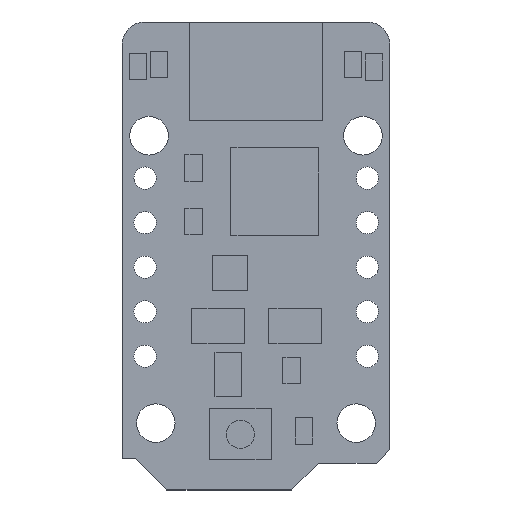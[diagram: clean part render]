
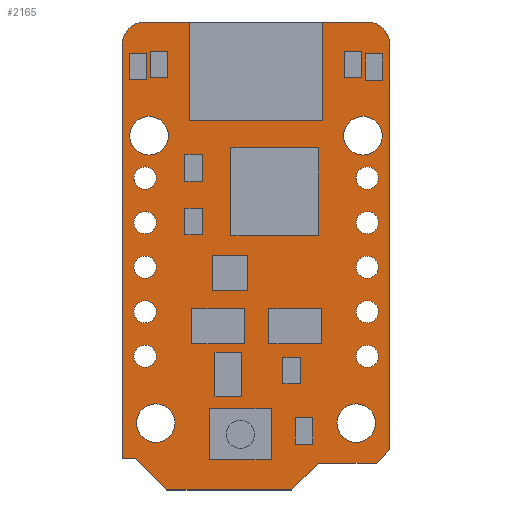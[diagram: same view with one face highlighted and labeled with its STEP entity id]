
A CAD part, top view. The second image highlights one B-rep face of the part: STEP entity #2165.
In plain terms, the highlighted planar face has unit normal (0, 0, 1).
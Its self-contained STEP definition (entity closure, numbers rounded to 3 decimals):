
#48=FACE_BOUND('',#355,.T.);
#49=FACE_BOUND('',#356,.T.);
#50=FACE_BOUND('',#357,.T.);
#51=FACE_BOUND('',#358,.T.);
#52=FACE_BOUND('',#359,.T.);
#53=FACE_BOUND('',#360,.T.);
#54=FACE_BOUND('',#361,.T.);
#55=FACE_BOUND('',#362,.T.);
#56=FACE_BOUND('',#363,.T.);
#57=FACE_BOUND('',#364,.T.);
#58=FACE_BOUND('',#365,.T.);
#59=FACE_BOUND('',#366,.T.);
#60=FACE_BOUND('',#367,.T.);
#61=FACE_BOUND('',#368,.T.);
#91=PLANE('',#2358);
#222=FACE_OUTER_BOUND('',#354,.T.);
#354=EDGE_LOOP('',(#1647,#1648,#1649,#1650,#1651,#1652,#1653,#1654,#1655,
#1656,#1657,#1658,#1659,#1660,#1661));
#355=EDGE_LOOP('',(#1662));
#356=EDGE_LOOP('',(#1663));
#357=EDGE_LOOP('',(#1664));
#358=EDGE_LOOP('',(#1665));
#359=EDGE_LOOP('',(#1666));
#360=EDGE_LOOP('',(#1667));
#361=EDGE_LOOP('',(#1668));
#362=EDGE_LOOP('',(#1669));
#363=EDGE_LOOP('',(#1670));
#364=EDGE_LOOP('',(#1671));
#365=EDGE_LOOP('',(#1672));
#366=EDGE_LOOP('',(#1673));
#367=EDGE_LOOP('',(#1674));
#368=EDGE_LOOP('',(#1675));
#503=LINE('',#3149,#763);
#506=LINE('',#3155,#766);
#509=LINE('',#3161,#769);
#512=LINE('',#3167,#772);
#515=LINE('',#3173,#775);
#518=LINE('',#3179,#778);
#521=LINE('',#3185,#781);
#524=LINE('',#3191,#784);
#528=LINE('',#3203,#788);
#531=LINE('',#3209,#791);
#534=LINE('',#3215,#794);
#537=LINE('',#3221,#797);
#540=LINE('',#3227,#800);
#763=VECTOR('',#2567,10.);
#766=VECTOR('',#2572,10.);
#769=VECTOR('',#2577,10.);
#772=VECTOR('',#2582,10.);
#775=VECTOR('',#2587,10.);
#778=VECTOR('',#2592,10.);
#781=VECTOR('',#2597,10.);
#784=VECTOR('',#2602,10.);
#788=VECTOR('',#2614,10.);
#791=VECTOR('',#2619,10.);
#794=VECTOR('',#2624,10.);
#797=VECTOR('',#2629,10.);
#800=VECTOR('',#2634,10.);
#1007=CIRCLE('',#2298,0.635);
#1009=CIRCLE('',#2301,0.635);
#1011=CIRCLE('',#2304,0.635);
#1013=CIRCLE('',#2307,1.1);
#1015=CIRCLE('',#2310,0.635);
#1017=CIRCLE('',#2313,1.1);
#1019=CIRCLE('',#2316,0.635);
#1021=CIRCLE('',#2319,0.635);
#1023=CIRCLE('',#2322,1.1);
#1025=CIRCLE('',#2325,0.635);
#1027=CIRCLE('',#2328,0.635);
#1029=CIRCLE('',#2331,1.1);
#1031=CIRCLE('',#2334,0.635);
#1033=CIRCLE('',#2337,0.635);
#1036=CIRCLE('',#2349,1.27);
#1038=CIRCLE('',#2357,1.27);
#1041=VERTEX_POINT('',#3059);
#1043=VERTEX_POINT('',#3065);
#1045=VERTEX_POINT('',#3071);
#1047=VERTEX_POINT('',#3077);
#1049=VERTEX_POINT('',#3083);
#1051=VERTEX_POINT('',#3089);
#1053=VERTEX_POINT('',#3095);
#1055=VERTEX_POINT('',#3101);
#1057=VERTEX_POINT('',#3107);
#1059=VERTEX_POINT('',#3113);
#1061=VERTEX_POINT('',#3119);
#1063=VERTEX_POINT('',#3125);
#1065=VERTEX_POINT('',#3131);
#1067=VERTEX_POINT('',#3137);
#1071=VERTEX_POINT('',#3146);
#1072=VERTEX_POINT('',#3148);
#1074=VERTEX_POINT('',#3154);
#1076=VERTEX_POINT('',#3160);
#1078=VERTEX_POINT('',#3166);
#1080=VERTEX_POINT('',#3172);
#1082=VERTEX_POINT('',#3178);
#1084=VERTEX_POINT('',#3184);
#1086=VERTEX_POINT('',#3190);
#1088=VERTEX_POINT('',#3196);
#1090=VERTEX_POINT('',#3202);
#1092=VERTEX_POINT('',#3208);
#1094=VERTEX_POINT('',#3214);
#1096=VERTEX_POINT('',#3220);
#1098=VERTEX_POINT('',#3226);
#1237=EDGE_CURVE('',#1041,#1041,#1007,.T.);
#1240=EDGE_CURVE('',#1043,#1043,#1009,.T.);
#1243=EDGE_CURVE('',#1045,#1045,#1011,.T.);
#1246=EDGE_CURVE('',#1047,#1047,#1013,.T.);
#1249=EDGE_CURVE('',#1049,#1049,#1015,.T.);
#1252=EDGE_CURVE('',#1051,#1051,#1017,.T.);
#1255=EDGE_CURVE('',#1053,#1053,#1019,.T.);
#1258=EDGE_CURVE('',#1055,#1055,#1021,.T.);
#1261=EDGE_CURVE('',#1057,#1057,#1023,.T.);
#1264=EDGE_CURVE('',#1059,#1059,#1025,.T.);
#1267=EDGE_CURVE('',#1061,#1061,#1027,.T.);
#1270=EDGE_CURVE('',#1063,#1063,#1029,.T.);
#1273=EDGE_CURVE('',#1065,#1065,#1031,.T.);
#1276=EDGE_CURVE('',#1067,#1067,#1033,.T.);
#1281=EDGE_CURVE('',#1072,#1071,#503,.T.);
#1284=EDGE_CURVE('',#1074,#1072,#506,.T.);
#1287=EDGE_CURVE('',#1076,#1074,#509,.T.);
#1290=EDGE_CURVE('',#1078,#1076,#512,.T.);
#1293=EDGE_CURVE('',#1080,#1078,#515,.T.);
#1296=EDGE_CURVE('',#1082,#1080,#518,.T.);
#1299=EDGE_CURVE('',#1084,#1082,#521,.T.);
#1302=EDGE_CURVE('',#1086,#1084,#524,.T.);
#1305=EDGE_CURVE('',#1088,#1086,#1036,.T.);
#1308=EDGE_CURVE('',#1090,#1088,#528,.T.);
#1311=EDGE_CURVE('',#1092,#1090,#531,.T.);
#1314=EDGE_CURVE('',#1094,#1092,#534,.T.);
#1317=EDGE_CURVE('',#1096,#1094,#537,.T.);
#1320=EDGE_CURVE('',#1098,#1096,#540,.T.);
#1323=EDGE_CURVE('',#1071,#1098,#1038,.T.);
#1647=ORIENTED_EDGE('',*,*,#1323,.T.);
#1648=ORIENTED_EDGE('',*,*,#1320,.T.);
#1649=ORIENTED_EDGE('',*,*,#1317,.T.);
#1650=ORIENTED_EDGE('',*,*,#1314,.T.);
#1651=ORIENTED_EDGE('',*,*,#1311,.T.);
#1652=ORIENTED_EDGE('',*,*,#1308,.T.);
#1653=ORIENTED_EDGE('',*,*,#1305,.T.);
#1654=ORIENTED_EDGE('',*,*,#1302,.T.);
#1655=ORIENTED_EDGE('',*,*,#1299,.T.);
#1656=ORIENTED_EDGE('',*,*,#1296,.T.);
#1657=ORIENTED_EDGE('',*,*,#1293,.T.);
#1658=ORIENTED_EDGE('',*,*,#1290,.T.);
#1659=ORIENTED_EDGE('',*,*,#1287,.T.);
#1660=ORIENTED_EDGE('',*,*,#1284,.T.);
#1661=ORIENTED_EDGE('',*,*,#1281,.T.);
#1662=ORIENTED_EDGE('',*,*,#1276,.T.);
#1663=ORIENTED_EDGE('',*,*,#1273,.T.);
#1664=ORIENTED_EDGE('',*,*,#1270,.T.);
#1665=ORIENTED_EDGE('',*,*,#1267,.T.);
#1666=ORIENTED_EDGE('',*,*,#1264,.T.);
#1667=ORIENTED_EDGE('',*,*,#1261,.T.);
#1668=ORIENTED_EDGE('',*,*,#1258,.T.);
#1669=ORIENTED_EDGE('',*,*,#1255,.T.);
#1670=ORIENTED_EDGE('',*,*,#1252,.T.);
#1671=ORIENTED_EDGE('',*,*,#1249,.T.);
#1672=ORIENTED_EDGE('',*,*,#1246,.T.);
#1673=ORIENTED_EDGE('',*,*,#1243,.T.);
#1674=ORIENTED_EDGE('',*,*,#1240,.T.);
#1675=ORIENTED_EDGE('',*,*,#1237,.T.);
#2165=ADVANCED_FACE('',(#222,#48,#49,#50,#51,#52,#53,#54,#55,#56,#57,#58,
#59,#60,#61),#91,.T.);
#2298=AXIS2_PLACEMENT_3D('',#3060,#2467,#2468);
#2301=AXIS2_PLACEMENT_3D('',#3066,#2474,#2475);
#2304=AXIS2_PLACEMENT_3D('',#3072,#2481,#2482);
#2307=AXIS2_PLACEMENT_3D('',#3078,#2488,#2489);
#2310=AXIS2_PLACEMENT_3D('',#3084,#2495,#2496);
#2313=AXIS2_PLACEMENT_3D('',#3090,#2502,#2503);
#2316=AXIS2_PLACEMENT_3D('',#3096,#2509,#2510);
#2319=AXIS2_PLACEMENT_3D('',#3102,#2516,#2517);
#2322=AXIS2_PLACEMENT_3D('',#3108,#2523,#2524);
#2325=AXIS2_PLACEMENT_3D('',#3114,#2530,#2531);
#2328=AXIS2_PLACEMENT_3D('',#3120,#2537,#2538);
#2331=AXIS2_PLACEMENT_3D('',#3126,#2544,#2545);
#2334=AXIS2_PLACEMENT_3D('',#3132,#2551,#2552);
#2337=AXIS2_PLACEMENT_3D('',#3138,#2558,#2559);
#2349=AXIS2_PLACEMENT_3D('',#3197,#2608,#2609);
#2357=AXIS2_PLACEMENT_3D('',#3231,#2640,#2641);
#2358=AXIS2_PLACEMENT_3D('',#3232,#2642,#2643);
#2467=DIRECTION('center_axis',(0.,0.,-1.));
#2468=DIRECTION('ref_axis',(1.,0.,0.));
#2474=DIRECTION('center_axis',(0.,0.,-1.));
#2475=DIRECTION('ref_axis',(1.,0.,0.));
#2481=DIRECTION('center_axis',(0.,0.,-1.));
#2482=DIRECTION('ref_axis',(1.,0.,0.));
#2488=DIRECTION('center_axis',(0.,0.,-1.));
#2489=DIRECTION('ref_axis',(1.,0.,0.));
#2495=DIRECTION('center_axis',(0.,0.,-1.));
#2496=DIRECTION('ref_axis',(1.,0.,0.));
#2502=DIRECTION('center_axis',(0.,0.,-1.));
#2503=DIRECTION('ref_axis',(1.,0.,0.));
#2509=DIRECTION('center_axis',(0.,0.,-1.));
#2510=DIRECTION('ref_axis',(1.,0.,0.));
#2516=DIRECTION('center_axis',(0.,0.,-1.));
#2517=DIRECTION('ref_axis',(1.,0.,0.));
#2523=DIRECTION('center_axis',(0.,0.,-1.));
#2524=DIRECTION('ref_axis',(1.,0.,0.));
#2530=DIRECTION('center_axis',(0.,0.,-1.));
#2531=DIRECTION('ref_axis',(1.,0.,0.));
#2537=DIRECTION('center_axis',(0.,0.,-1.));
#2538=DIRECTION('ref_axis',(1.,0.,0.));
#2544=DIRECTION('center_axis',(0.,0.,-1.));
#2545=DIRECTION('ref_axis',(1.,0.,0.));
#2551=DIRECTION('center_axis',(0.,0.,-1.));
#2552=DIRECTION('ref_axis',(1.,0.,0.));
#2558=DIRECTION('center_axis',(0.,0.,-1.));
#2559=DIRECTION('ref_axis',(1.,0.,0.));
#2567=DIRECTION('',(0.,1.,0.));
#2572=DIRECTION('',(0.707,0.707,0.));
#2577=DIRECTION('',(1.,0.,0.));
#2582=DIRECTION('',(0.707,0.707,0.));
#2587=DIRECTION('',(1.,0.,0.));
#2592=DIRECTION('',(0.707,-0.707,0.));
#2597=DIRECTION('',(1.,0.,0.));
#2602=DIRECTION('',(0.,-1.,0.));
#2608=DIRECTION('center_axis',(0.,0.,1.));
#2609=DIRECTION('ref_axis',(0.,1.,0.));
#2614=DIRECTION('',(-1.,0.,0.));
#2619=DIRECTION('',(-0.707,0.707,0.));
#2624=DIRECTION('',(-1.,0.,0.));
#2629=DIRECTION('',(-0.707,-0.707,0.));
#2634=DIRECTION('',(-1.,0.,0.));
#2640=DIRECTION('center_axis',(0.,0.,1.));
#2641=DIRECTION('ref_axis',(1.,0.,0.));
#2642=DIRECTION('center_axis',(0.,0.,1.));
#2643=DIRECTION('ref_axis',(1.,0.,0.));
#3059=CARTESIAN_POINT('',(-6.96,-3.81,0.8));
#3060=CARTESIAN_POINT('Origin',(-6.325,-3.81,0.8));
#3065=CARTESIAN_POINT('',(5.715,-3.81,0.8));
#3066=CARTESIAN_POINT('Origin',(6.35,-3.81,0.8));
#3071=CARTESIAN_POINT('',(5.715,-1.27,0.8));
#3072=CARTESIAN_POINT('Origin',(6.35,-1.27,0.8));
#3077=CARTESIAN_POINT('',(4.615,-10.16,0.8));
#3078=CARTESIAN_POINT('Origin',(5.715,-10.16,0.8));
#3083=CARTESIAN_POINT('',(-6.96,-1.27,0.8));
#3084=CARTESIAN_POINT('Origin',(-6.325,-1.27,0.8));
#3089=CARTESIAN_POINT('',(-7.196,6.223,0.8));
#3090=CARTESIAN_POINT('Origin',(-6.096,6.223,0.8));
#3095=CARTESIAN_POINT('',(-6.96,1.27,0.8));
#3096=CARTESIAN_POINT('Origin',(-6.325,1.27,0.8));
#3101=CARTESIAN_POINT('',(5.715,1.27,0.8));
#3102=CARTESIAN_POINT('Origin',(6.35,1.27,0.8));
#3107=CARTESIAN_POINT('',(4.996,6.223,0.8));
#3108=CARTESIAN_POINT('Origin',(6.096,6.223,0.8));
#3113=CARTESIAN_POINT('',(-6.96,-6.35,0.8));
#3114=CARTESIAN_POINT('Origin',(-6.325,-6.35,0.8));
#3119=CARTESIAN_POINT('',(-6.96,3.81,0.8));
#3120=CARTESIAN_POINT('Origin',(-6.325,3.81,0.8));
#3125=CARTESIAN_POINT('',(-6.815,-10.16,0.8));
#3126=CARTESIAN_POINT('Origin',(-5.715,-10.16,0.8));
#3131=CARTESIAN_POINT('',(5.715,-6.35,0.8));
#3132=CARTESIAN_POINT('Origin',(6.35,-6.35,0.8));
#3137=CARTESIAN_POINT('',(5.715,3.81,0.8));
#3138=CARTESIAN_POINT('Origin',(6.35,3.81,0.8));
#3146=CARTESIAN_POINT('',(7.62,11.43,0.8));
#3148=CARTESIAN_POINT('',(7.62,-11.684,0.8));
#3149=CARTESIAN_POINT('',(7.62,11.43,0.8));
#3154=CARTESIAN_POINT('',(6.858,-12.446,0.8));
#3155=CARTESIAN_POINT('',(7.62,-11.684,0.8));
#3160=CARTESIAN_POINT('',(3.556,-12.446,0.8));
#3161=CARTESIAN_POINT('',(6.858,-12.446,0.8));
#3166=CARTESIAN_POINT('',(2.032,-13.97,0.8));
#3167=CARTESIAN_POINT('',(3.556,-12.446,0.8));
#3172=CARTESIAN_POINT('',(-5.08,-13.97,0.8));
#3173=CARTESIAN_POINT('',(2.032,-13.97,0.8));
#3178=CARTESIAN_POINT('',(-6.858,-12.192,0.8));
#3179=CARTESIAN_POINT('',(-5.08,-13.97,0.8));
#3184=CARTESIAN_POINT('',(-7.62,-12.192,0.8));
#3185=CARTESIAN_POINT('',(-6.858,-12.192,0.8));
#3190=CARTESIAN_POINT('',(-7.62,11.43,0.8));
#3191=CARTESIAN_POINT('',(-7.62,-12.192,0.8));
#3196=CARTESIAN_POINT('',(-6.35,12.7,0.8));
#3197=CARTESIAN_POINT('Origin',(-6.35,11.43,0.8));
#3202=CARTESIAN_POINT('',(-2.794,12.7,0.8));
#3203=CARTESIAN_POINT('',(-6.35,12.7,0.8));
#3208=CARTESIAN_POINT('',(-2.413,12.319,0.8));
#3209=CARTESIAN_POINT('',(-2.794,12.7,0.8));
#3214=CARTESIAN_POINT('',(2.413,12.319,0.8));
#3215=CARTESIAN_POINT('',(-2.413,12.319,0.8));
#3220=CARTESIAN_POINT('',(2.794,12.7,0.8));
#3221=CARTESIAN_POINT('',(2.413,12.319,0.8));
#3226=CARTESIAN_POINT('',(6.35,12.7,0.8));
#3227=CARTESIAN_POINT('',(2.794,12.7,0.8));
#3231=CARTESIAN_POINT('Origin',(6.35,11.43,0.8));
#3232=CARTESIAN_POINT('Origin',(0.,-0.635,0.8));
